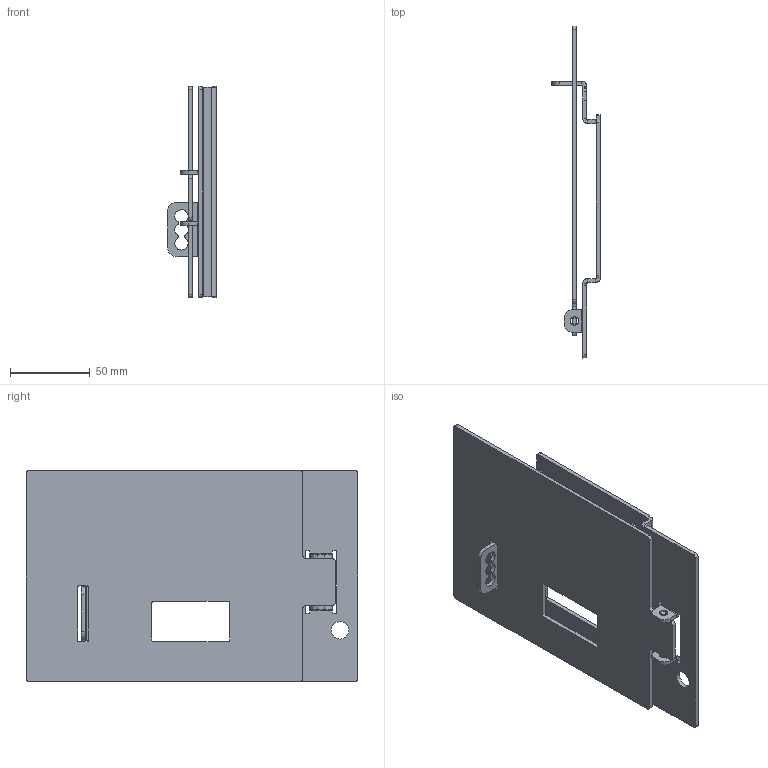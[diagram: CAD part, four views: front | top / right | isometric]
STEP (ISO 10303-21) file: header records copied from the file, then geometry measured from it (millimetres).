
FILE_DESCRIPTION((''),'2;1');
FILE_NAME('1SDH002065A1609_IGES','2023-03-02T17:13:33',('ITMADEL7'),(''),'CREO PARAMETRIC BY PTC INC, 2019030','CREO PARAMETRIC BY PTC INC, 2019030','');
FILE_SCHEMA(('AUTOMOTIVE_DESIGN { 1 0 10303 214 1 1 1 1 }'));
Length unit declared in the file: millimetre
Products named in the file (1): 1SDH002065A1609_IGES
Bounding box: 30.5 x 208.2 x 132.6 mm (x, y, z)
Volume: 97575.2 mm3; surface area: 83850.7 mm2
Topology: 2 solids, 2 shells, 229 faces, 624 edges, 397 vertices
Faces by surface type: plane 132, cylinder 97
Entity records: 9539 total; most frequent: DIRECTION 1291, CARTESIAN_POINT 1252, ORIENTED_EDGE 1248, EDGE_CURVE 624, AXIS2_PLACEMENT_3D 438, VECTOR 415, LINE 415, VERTEX_POINT 397
